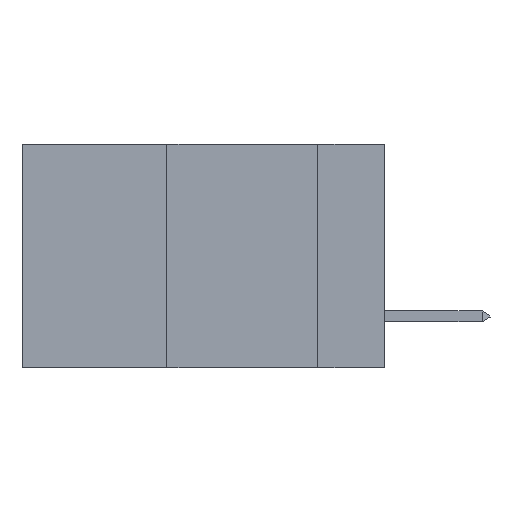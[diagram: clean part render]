
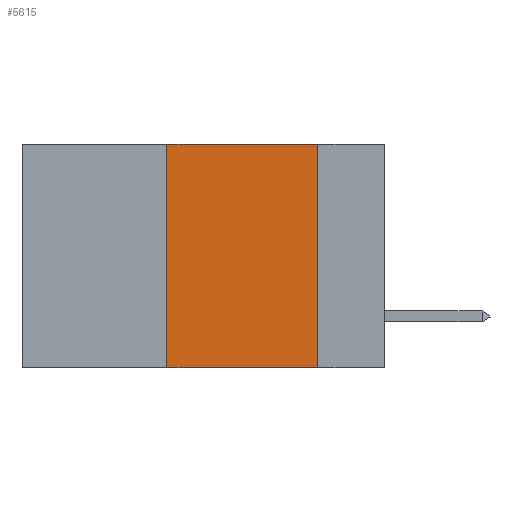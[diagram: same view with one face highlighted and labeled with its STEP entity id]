
A CAD part, left-side view. The second image highlights one B-rep face of the part: STEP entity #5615.
In plain terms, the highlighted planar face has unit normal (-1, 0, 0).
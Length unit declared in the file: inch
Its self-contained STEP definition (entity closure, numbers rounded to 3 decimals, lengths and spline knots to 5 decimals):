
#847 = VERTEX_POINT ( 'NONE', #9282 ) ;
#1852 = VECTOR ( 'NONE', #13944, 39.37008 ) ;
#2901 = ORIENTED_EDGE ( 'NONE', *, *, #27302, .F. ) ;
#2962 = LINE ( 'NONE', #27754, #1852 ) ;
#3532 = DIRECTION ( 'NONE',  ( 0., 0., -1. ) ) ;
#3610 = EDGE_CURVE ( 'NONE', #4540, #847, #2962, .T. ) ;
#3920 = PLANE ( 'NONE',  #8000 ) ;
#4540 = VERTEX_POINT ( 'NONE', #5586 ) ;
#5586 = CARTESIAN_POINT ( 'NONE',  ( 0., 0.36, -0.37 ) ) ;
#5615 = ADVANCED_FACE ( 'NONE', ( #9682 ), #3920, .F. ) ;
#5970 = ORIENTED_EDGE ( 'NONE', *, *, #16404, .T. ) ;
#7239 = EDGE_LOOP ( 'NONE', ( #11402, #2901, #14831, #5970 ) ) ;
#7992 = LINE ( 'NONE', #11158, #26109 ) ;
#8000 = AXIS2_PLACEMENT_3D ( 'NONE', #12883, #17427, #3532 ) ;
#8126 = CARTESIAN_POINT ( 'NONE',  ( 0., 0.11, -0.37 ) ) ;
#9282 = CARTESIAN_POINT ( 'NONE',  ( 0., 0.36, 0. ) ) ;
#9298 = CARTESIAN_POINT ( 'NONE',  ( 0., 0.6, 0. ) ) ;
#9682 = FACE_OUTER_BOUND ( 'NONE', #7239, .T. ) ;
#9699 = DIRECTION ( 'NONE',  ( 0., -1., 0. ) ) ;
#11158 = CARTESIAN_POINT ( 'NONE',  ( 0., 0.6, -0.37 ) ) ;
#11402 = ORIENTED_EDGE ( 'NONE', *, *, #27808, .F. ) ;
#12883 = CARTESIAN_POINT ( 'NONE',  ( 0., 0.6, 0. ) ) ;
#13944 = DIRECTION ( 'NONE',  ( 0., 0., 1. ) ) ;
#14831 = ORIENTED_EDGE ( 'NONE', *, *, #3610, .F. ) ;
#15465 = VERTEX_POINT ( 'NONE', #8126 ) ;
#15733 = CARTESIAN_POINT ( 'NONE',  ( 0., 0.11, 0. ) ) ;
#16160 = LINE ( 'NONE', #15733, #21935 ) ;
#16404 = EDGE_CURVE ( 'NONE', #4540, #15465, #7992, .T. ) ;
#17427 = DIRECTION ( 'NONE',  ( 1., 0., 0. ) ) ;
#17977 = DIRECTION ( 'NONE',  ( 0., 0., -1. ) ) ;
#18716 = LINE ( 'NONE', #9298, #19104 ) ;
#19104 = VECTOR ( 'NONE', #9699, 39.37008 ) ;
#21935 = VECTOR ( 'NONE', #17977, 39.37008 ) ;
#25397 = DIRECTION ( 'NONE',  ( 0., -1., 0. ) ) ;
#25490 = CARTESIAN_POINT ( 'NONE',  ( 0., 0.11, 0. ) ) ;
#26109 = VECTOR ( 'NONE', #25397, 39.37008 ) ;
#27302 = EDGE_CURVE ( 'NONE', #847, #28608, #18716, .T. ) ;
#27754 = CARTESIAN_POINT ( 'NONE',  ( 0., 0.36, 0. ) ) ;
#27808 = EDGE_CURVE ( 'NONE', #28608, #15465, #16160, .T. ) ;
#28608 = VERTEX_POINT ( 'NONE', #25490 ) ;
